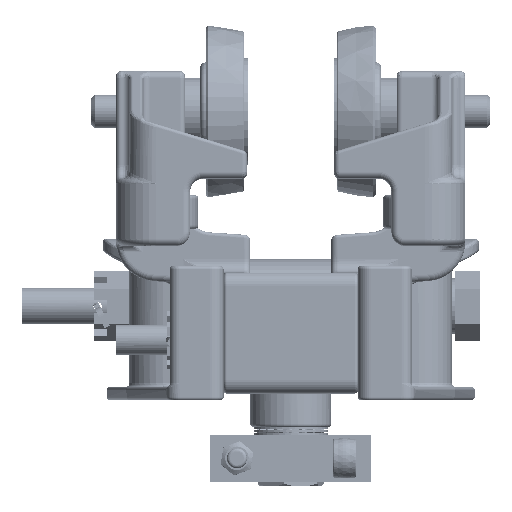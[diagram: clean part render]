
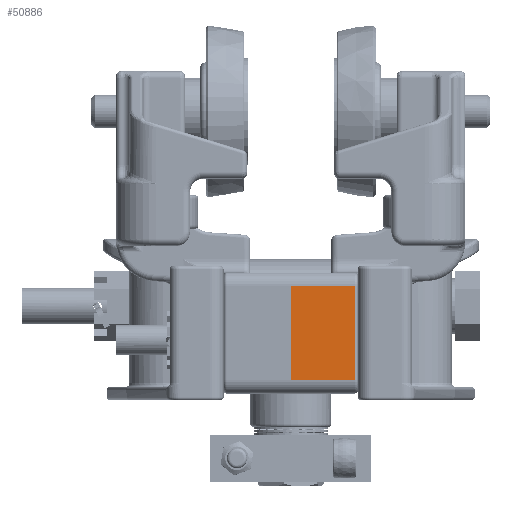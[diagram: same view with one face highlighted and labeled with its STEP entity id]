
A CAD part, left-side view. The second image highlights one B-rep face of the part: STEP entity #50886.
In plain terms, the highlighted planar face has unit normal (-1, 0, 0).
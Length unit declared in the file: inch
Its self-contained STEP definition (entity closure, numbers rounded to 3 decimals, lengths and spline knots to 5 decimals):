
#35715=CARTESIAN_POINT('',(0.25,0.25,0.0));
#35716=VERTEX_POINT('',#35715);
#35724=CARTESIAN_POINT('',(0.25,2.0,0.0));
#35725=VERTEX_POINT('',#35724);
#35726=CARTESIAN_POINT('',(0.25,0.25,0.0));
#35727=DIRECTION('',(0.0,1.0,0.0));
#35728=VECTOR('',#35727,1.75);
#35729=LINE('',#35726,#35728);
#35730=EDGE_CURVE('',#35716,#35725,#35729,.T.);
#44028=CARTESIAN_POINT('',(0.25,0.25,1.1875));
#44029=VERTEX_POINT('',#44028);
#44129=CARTESIAN_POINT('',(0.25,2.0,1.1875));
#44130=VERTEX_POINT('',#44129);
#44138=CARTESIAN_POINT('',(0.25,2.0,1.1875));
#44139=DIRECTION('',(0.0,-1.0,0.0));
#44140=VECTOR('',#44139,1.75);
#44141=LINE('',#44138,#44140);
#44142=EDGE_CURVE('',#44130,#44029,#44141,.T.);
#50695=CARTESIAN_POINT('',(0.25,0.25,1.1875));
#50696=DIRECTION('',(0.0,0.0,-1.0));
#50697=VECTOR('',#50696,1.1875);
#50698=LINE('',#50695,#50697);
#50699=EDGE_CURVE('',#44029,#35716,#50698,.T.);
#50759=CARTESIAN_POINT('',(0.25,2.0,0.0));
#50760=DIRECTION('',(0.0,0.0,1.0));
#50761=VECTOR('',#50760,1.1875);
#50762=LINE('',#50759,#50761);
#50763=EDGE_CURVE('',#35725,#44130,#50762,.T.);
#50875=CARTESIAN_POINT('',(0.25,0.,3.25));
#50876=DIRECTION('',(1.0,0.0,0.0));
#50877=DIRECTION('',(0.0,0.0,-1.0));
#50878=AXIS2_PLACEMENT_3D('',#50875,#50876,#50877);
#50879=PLANE('',#50878);
#50880=ORIENTED_EDGE('',*,*,#44142,.F.);
#50881=ORIENTED_EDGE('',*,*,#50763,.F.);
#50882=ORIENTED_EDGE('',*,*,#35730,.F.);
#50883=ORIENTED_EDGE('',*,*,#50699,.F.);
#50884=EDGE_LOOP('',(#50880,#50881,#50882,#50883));
#50885=FACE_OUTER_BOUND('',#50884,.T.);
#50886=ADVANCED_FACE('',(#50885),#50879,.F.);
